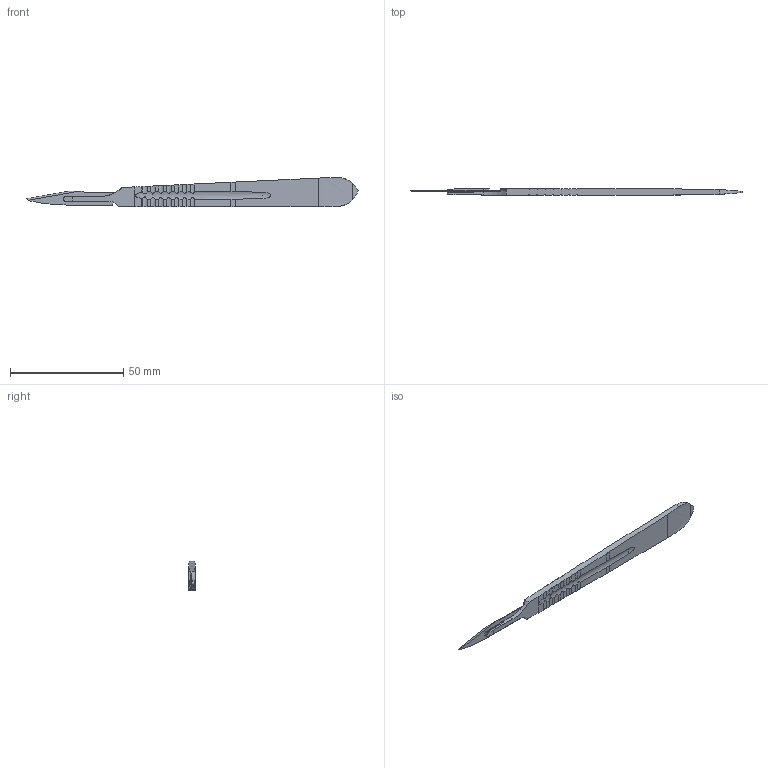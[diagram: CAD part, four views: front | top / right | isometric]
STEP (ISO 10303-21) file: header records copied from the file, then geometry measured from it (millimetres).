
FILE_DESCRIPTION(('FreeCAD Model'),'2;1');
FILE_NAME('scalpel2.step','2015-03-10T10:46:17',('FreeCAD'),( 'FreeCAD'),'Open CASCADE STEP processor 6.5','FreeCAD','Unknown');
FILE_SCHEMA(('AUTOMOTIVE_DESIGN_CC2 { 1 2 10303 214 -1 1 5 4 }'));
Length unit declared in the file: millimetre
Products named in the file (2): Scalpel001; Scalpel
Bounding box: 146.52 x 3 x 13 mm (x, y, z)
Volume: 3126.8 mm3; surface area: 3416 mm2
Topology: 2 solids, 2 shells, 129 faces, 379 edges, 252 vertices
Faces by surface type: plane 68, cylinder 53, bspline 6, sphere 2
Entity records: 16205 total; most frequent: CARTESIAN_POINT 9586, DIRECTION 967, ORIENTED_EDGE 754, PCURVE 754, DEFINITIONAL_REPRESENTATION 754, LINE 550, VECTOR 550, B_SPLINE_CURVE_WITH_KNOTS 416
